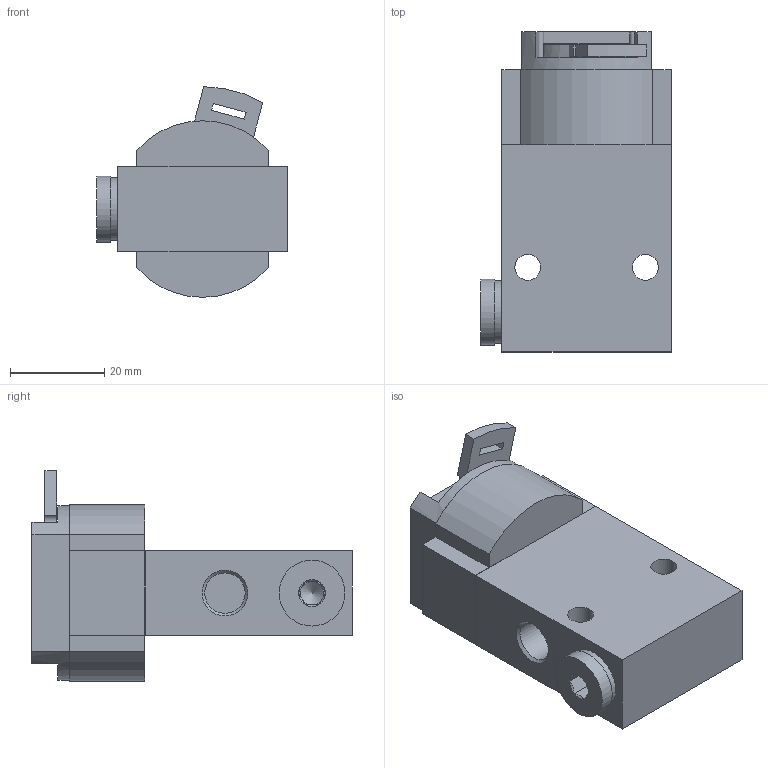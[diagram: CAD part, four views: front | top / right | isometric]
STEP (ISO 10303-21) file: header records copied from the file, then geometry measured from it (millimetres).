
FILE_DESCRIPTION(/* description */ ('STEP AP214'),/* implementation_level */ '2;1');
FILE_NAME(/* name */ '10190_SVS-3-1_8',/* time_stamp */ '2024-09-12T08:59:16+02:00',/* author */ ('License CC BY-ND 4.0'),/* organization */ ('CADENAS'),/* preprocessor_version */ 'ST-DEVELOPER v19.3',/* originating_system */ 'PARTsolutions',/* authorisation */ ' ');
FILE_SCHEMA (('AUTOMOTIVE_DESIGN {1 0 10303 214 3 1 1}'));
Length unit declared in the file: millimetre
Products named in the file (4): 10190 SVS-3-1/8----(0_6); 10190 SVS-3-1/8----(0_6)_p; 531771 OK-1/8; DIN-908 G1/8A
Assembly tree (3 placements, depth 2):
  10190 SVS-3-1/8----(0_6)
    10190 SVS-3-1/8----(0_6)_p
    531771 OK-1/8
    DIN-908 G1/8A
Bounding box: 40.5 x 68 x 44.75 mm (x, y, z)
Volume: 47400.3 mm3; surface area: 14515.8 mm2
Topology: 3 solids, 3 shells, 178 faces, 483 edges, 318 vertices
Faces by surface type: plane 108, cylinder 56, cone 14
Full cylindrical faces by diameter (mm): 5.5 x2, 6.7 x1, 8.566 x4, 9.728 x1, 9.9 x1, 13.2 x1, 14 x1, 20.2 x1, 23.9 x1
Entity records: 6681 total; most frequent: CARTESIAN_POINT 981, DIRECTION 962, ORIENTED_EDGE 918, EDGE_CURVE 459, AXIS2_PLACEMENT_3D 327, VERTEX_POINT 316, LINE 308, VECTOR 308
